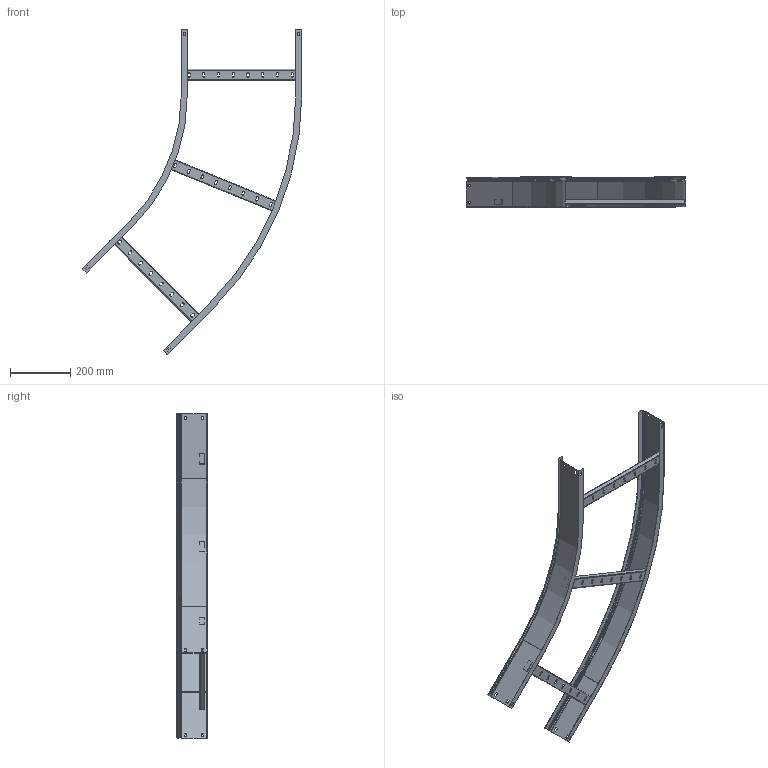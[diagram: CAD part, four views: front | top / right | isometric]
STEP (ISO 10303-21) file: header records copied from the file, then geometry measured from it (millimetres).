
FILE_DESCRIPTION (( 'STEP AP214' ), '1' );
FILE_NAME ('CPG05-4--12.STEP', '2021-03-08T15:36:28', ( '' ), ( '' ), 'SwSTEP 2.0', 'SolidWorks 2017', '' );
FILE_SCHEMA (( 'AUTOMOTIVE_DESIGN' ));
Length unit declared in the file: millimetre
Products named in the file (4): ÊÈÂÀ 095.00.03 Ïëàíêà ïîïåðå÷íàÿ-00_-03; ÊÈÂÀ  195.08.01 Ëîíæåðîí áàçîâûé-00_-02; CPG05-4--12; 嗜吕 195.08.02 祟礞屦铐 铗忮蝽-00_-12
Assembly tree (5 placements, depth 2):
  CPG05-4--12
    ÊÈÂÀ  195.08.01 Ëîíæåðîí áàçîâûé-00_-02
    ÊÈÂÀ 095.00.03 Ïëàíêà ïîïåðå÷íàÿ-00_-03  x3
    嗜吕 195.08.02 祟礞屦铐 铗忮蝽-00_-12
Bounding box: 729.78 x 100 x 1079.1 mm (x, y, z)
Volume: 472605.6 mm3; surface area: 798548 mm2
Topology: 5 solids, 5 shells, 426 faces, 1024 edges, 608 vertices
Faces by surface type: plane 286, cylinder 116, torus 16, cone 8
Entity records: 8270 total; most frequent: DIRECTION 1424, CARTESIAN_POINT 1374, ORIENTED_EDGE 1360, EDGE_CURVE 680, VECTOR 524, LINE 524, AXIS2_PLACEMENT_3D 450, VERTEX_POINT 400
